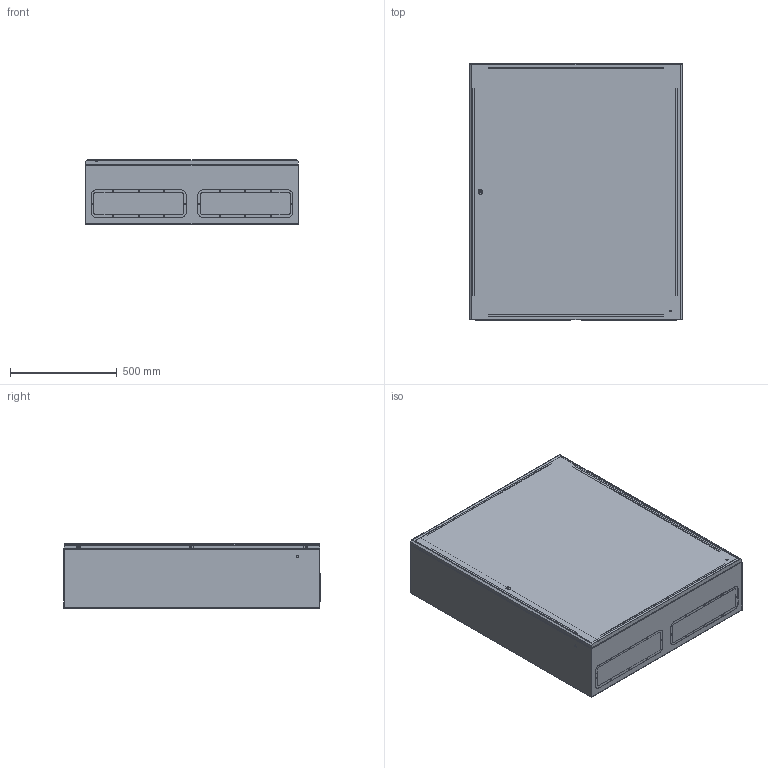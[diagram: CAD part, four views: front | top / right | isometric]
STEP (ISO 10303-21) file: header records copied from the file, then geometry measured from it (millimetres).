
FILE_DESCRIPTION(('STEP AP214'),'1');
FILE_NAME(' ',' ',('TraceParts'),('TraceParts S.A.'),'XStep 1.0',' ',' ');
FILE_SCHEMA(('automotive_design'));
Length unit declared in the file: millimetre
Products named in the file (5): 1; 2; 3; 4; 5
Bounding box: 1000 x 1201.5 x 300 mm (x, y, z)
Volume: 8147301.9 mm3; surface area: 10195766.4 mm2
Topology: 5 solids, 5 shells, 915 faces, 2544 edges, 1676 vertices
Faces by surface type: cylinder 576, plane 309, cone 30
Entity records: 58416 total; most frequent: DIRECTION 5614, CARTESIAN_POINT 5174, ORIENTED_EDGE 5088, STYLED_ITEM 5023, PRESENTATION_STYLE_ASSIGNMENT 5023, COLOUR_RGB 5023, EDGE_CURVE 2544, CURVE_STYLE 2488
